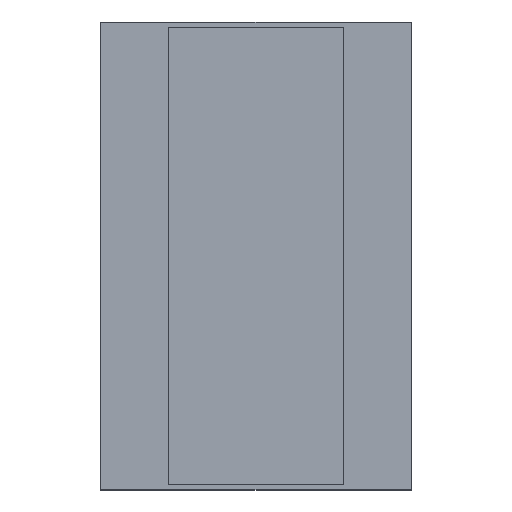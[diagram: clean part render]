
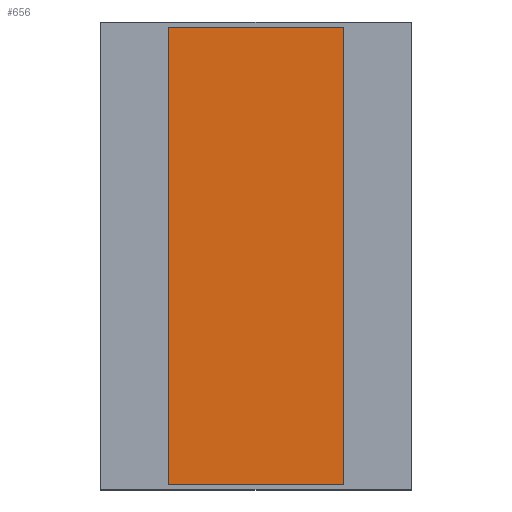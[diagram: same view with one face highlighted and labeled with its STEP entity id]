
A CAD part, top view. The second image highlights one B-rep face of the part: STEP entity #656.
In plain terms, the highlighted planar face has unit normal (0, 0, 1).
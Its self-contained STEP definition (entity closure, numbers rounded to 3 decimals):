
#524 = EDGE_CURVE('',#525,#527,#529,.T.);
#525 = VERTEX_POINT('',#526);
#526 = CARTESIAN_POINT('',(6.215,-16.24,0.));
#527 = VERTEX_POINT('',#528);
#528 = CARTESIAN_POINT('',(-6.215,-16.24,0.));
#529 = LINE('',#530,#531);
#530 = CARTESIAN_POINT('',(0.,-16.24,0.));
#531 = VECTOR('',#532,1.);
#532 = DIRECTION('',(-1.,0.,0.));
#564 = EDGE_CURVE('',#525,#565,#567,.T.);
#565 = VERTEX_POINT('',#566);
#566 = CARTESIAN_POINT('',(6.215,16.24,0.));
#567 = LINE('',#568,#569);
#568 = CARTESIAN_POINT('',(6.215,0.,0.));
#569 = VECTOR('',#570,1.);
#570 = DIRECTION('',(0.,1.,0.));
#595 = EDGE_CURVE('',#565,#596,#598,.T.);
#596 = VERTEX_POINT('',#597);
#597 = CARTESIAN_POINT('',(-6.215,16.24,0.));
#598 = LINE('',#599,#600);
#599 = CARTESIAN_POINT('',(0.,16.24,0.));
#600 = VECTOR('',#601,1.);
#601 = DIRECTION('',(-1.,0.,0.));
#626 = EDGE_CURVE('',#527,#596,#627,.T.);
#627 = LINE('',#628,#629);
#628 = CARTESIAN_POINT('',(-6.215,0.,0.));
#629 = VECTOR('',#630,1.);
#630 = DIRECTION('',(0.,1.,0.));
#656 = ADVANCED_FACE('',(#657),#663,.T.);
#657 = FACE_BOUND('',#658,.T.);
#658 = EDGE_LOOP('',(#659,#660,#661,#662));
#659 = ORIENTED_EDGE('',*,*,#524,.F.);
#660 = ORIENTED_EDGE('',*,*,#564,.T.);
#661 = ORIENTED_EDGE('',*,*,#595,.T.);
#662 = ORIENTED_EDGE('',*,*,#626,.F.);
#663 = PLANE('',#664);
#664 = AXIS2_PLACEMENT_3D('',#665,#666,#667);
#665 = CARTESIAN_POINT('',(0.,0.,0.));
#666 = DIRECTION('',(0.,0.,1.));
#667 = DIRECTION('',(1.,0.,-0.));
